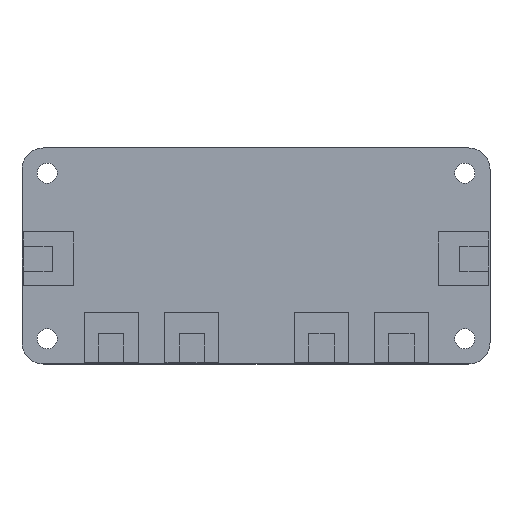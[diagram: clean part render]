
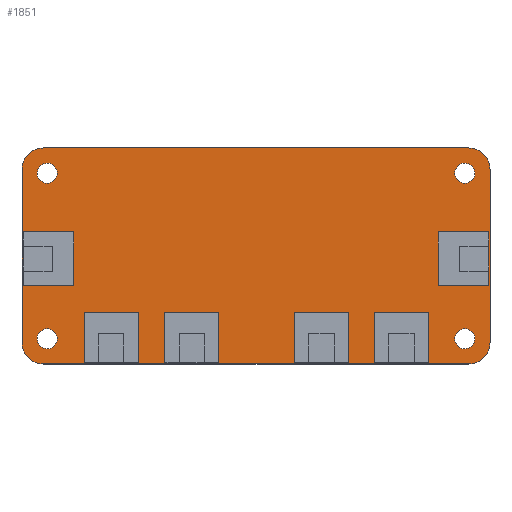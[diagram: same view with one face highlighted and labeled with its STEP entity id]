
A CAD part, top view. The second image highlights one B-rep face of the part: STEP entity #1851.
In plain terms, the highlighted planar face has unit normal (0, 0, 1).
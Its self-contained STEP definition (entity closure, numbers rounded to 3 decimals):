
#27=FACE_BOUND('',#181,.T.);
#28=FACE_BOUND('',#182,.T.);
#29=FACE_BOUND('',#183,.T.);
#30=FACE_BOUND('',#184,.T.);
#36=CIRCLE('',#1963,1.4);
#38=CIRCLE('',#1966,1.4);
#40=CIRCLE('',#1969,1.4);
#42=CIRCLE('',#1972,1.4);
#45=CIRCLE('',#1977,3.);
#47=CIRCLE('',#1981,3.);
#49=CIRCLE('',#1985,3.);
#51=CIRCLE('',#1989,3.);
#77=FACE_OUTER_BOUND('',#180,.T.);
#180=EDGE_LOOP('',(#1279,#1280,#1281,#1282,#1283,#1284,#1285,#1286));
#181=EDGE_LOOP('',(#1287));
#182=EDGE_LOOP('',(#1288));
#183=EDGE_LOOP('',(#1289));
#184=EDGE_LOOP('',(#1290));
#293=LINE('',#2621,#541);
#297=LINE('',#2633,#545);
#301=LINE('',#2645,#549);
#305=LINE('',#2657,#553);
#541=VECTOR('',#2132,10.);
#545=VECTOR('',#2144,10.);
#549=VECTOR('',#2156,10.);
#553=VECTOR('',#2168,10.);
#779=VERTEX_POINT('',#2591);
#781=VERTEX_POINT('',#2597);
#783=VERTEX_POINT('',#2603);
#785=VERTEX_POINT('',#2609);
#789=VERTEX_POINT('',#2618);
#790=VERTEX_POINT('',#2620);
#792=VERTEX_POINT('',#2626);
#794=VERTEX_POINT('',#2632);
#796=VERTEX_POINT('',#2638);
#798=VERTEX_POINT('',#2644);
#800=VERTEX_POINT('',#2650);
#802=VERTEX_POINT('',#2656);
#959=EDGE_CURVE('',#779,#779,#36,.T.);
#962=EDGE_CURVE('',#781,#781,#38,.T.);
#965=EDGE_CURVE('',#783,#783,#40,.T.);
#968=EDGE_CURVE('',#785,#785,#42,.T.);
#973=EDGE_CURVE('',#790,#789,#293,.T.);
#976=EDGE_CURVE('',#792,#790,#45,.T.);
#979=EDGE_CURVE('',#794,#792,#297,.T.);
#982=EDGE_CURVE('',#796,#794,#47,.T.);
#985=EDGE_CURVE('',#798,#796,#301,.T.);
#988=EDGE_CURVE('',#800,#798,#49,.T.);
#991=EDGE_CURVE('',#802,#800,#305,.T.);
#994=EDGE_CURVE('',#789,#802,#51,.T.);
#1279=ORIENTED_EDGE('',*,*,#994,.T.);
#1280=ORIENTED_EDGE('',*,*,#991,.T.);
#1281=ORIENTED_EDGE('',*,*,#988,.T.);
#1282=ORIENTED_EDGE('',*,*,#985,.T.);
#1283=ORIENTED_EDGE('',*,*,#982,.T.);
#1284=ORIENTED_EDGE('',*,*,#979,.T.);
#1285=ORIENTED_EDGE('',*,*,#976,.T.);
#1286=ORIENTED_EDGE('',*,*,#973,.T.);
#1287=ORIENTED_EDGE('',*,*,#968,.T.);
#1288=ORIENTED_EDGE('',*,*,#965,.T.);
#1289=ORIENTED_EDGE('',*,*,#962,.T.);
#1290=ORIENTED_EDGE('',*,*,#959,.T.);
#1748=PLANE('',#1990);
#1851=ADVANCED_FACE('',(#77,#27,#28,#29,#30),#1748,.T.);
#1963=AXIS2_PLACEMENT_3D('',#2592,#2102,#2103);
#1966=AXIS2_PLACEMENT_3D('',#2598,#2109,#2110);
#1969=AXIS2_PLACEMENT_3D('',#2604,#2116,#2117);
#1972=AXIS2_PLACEMENT_3D('',#2610,#2123,#2124);
#1977=AXIS2_PLACEMENT_3D('',#2627,#2138,#2139);
#1981=AXIS2_PLACEMENT_3D('',#2639,#2150,#2151);
#1985=AXIS2_PLACEMENT_3D('',#2651,#2162,#2163);
#1989=AXIS2_PLACEMENT_3D('',#2661,#2174,#2175);
#1990=AXIS2_PLACEMENT_3D('',#2662,#2176,#2177);
#2102=DIRECTION('center_axis',(0.,0.,-1.));
#2103=DIRECTION('ref_axis',(1.,0.,0.));
#2109=DIRECTION('center_axis',(0.,0.,-1.));
#2110=DIRECTION('ref_axis',(1.,0.,0.));
#2116=DIRECTION('center_axis',(0.,0.,-1.));
#2117=DIRECTION('ref_axis',(1.,0.,0.));
#2123=DIRECTION('center_axis',(0.,0.,-1.));
#2124=DIRECTION('ref_axis',(1.,0.,0.));
#2132=DIRECTION('',(1.,0.,0.));
#2138=DIRECTION('center_axis',(0.,0.,1.));
#2139=DIRECTION('ref_axis',(-1.,0.,0.));
#2144=DIRECTION('',(0.,-1.,0.));
#2150=DIRECTION('center_axis',(0.,0.,1.));
#2151=DIRECTION('ref_axis',(0.,1.,0.));
#2156=DIRECTION('',(-1.,0.,0.));
#2162=DIRECTION('center_axis',(0.,0.,1.));
#2163=DIRECTION('ref_axis',(1.,0.,0.));
#2168=DIRECTION('',(0.,1.,0.));
#2174=DIRECTION('center_axis',(0.,0.,1.));
#2175=DIRECTION('ref_axis',(0.,-1.,0.));
#2176=DIRECTION('center_axis',(0.,0.,1.));
#2177=DIRECTION('ref_axis',(1.,0.,0.));
#2591=CARTESIAN_POINT('',(2.1,26.5,1.6));
#2592=CARTESIAN_POINT('Origin',(3.5,26.5,1.6));
#2597=CARTESIAN_POINT('',(60.1,3.5,1.6));
#2598=CARTESIAN_POINT('Origin',(61.5,3.5,1.6));
#2603=CARTESIAN_POINT('',(60.1,26.5,1.6));
#2604=CARTESIAN_POINT('Origin',(61.5,26.5,1.6));
#2609=CARTESIAN_POINT('',(2.1,3.5,1.6));
#2610=CARTESIAN_POINT('Origin',(3.5,3.5,1.6));
#2618=CARTESIAN_POINT('',(62.,0.,1.6));
#2620=CARTESIAN_POINT('',(3.,0.,1.6));
#2621=CARTESIAN_POINT('',(3.,0.,1.6));
#2626=CARTESIAN_POINT('',(0.,3.,1.6));
#2627=CARTESIAN_POINT('Origin',(3.,3.,1.6));
#2632=CARTESIAN_POINT('',(0.,27.,1.6));
#2633=CARTESIAN_POINT('',(0.,27.,1.6));
#2638=CARTESIAN_POINT('',(3.,30.,1.6));
#2639=CARTESIAN_POINT('Origin',(3.,27.,1.6));
#2644=CARTESIAN_POINT('',(62.,30.,1.6));
#2645=CARTESIAN_POINT('',(62.,30.,1.6));
#2650=CARTESIAN_POINT('',(65.,27.,1.6));
#2651=CARTESIAN_POINT('Origin',(62.,27.,1.6));
#2656=CARTESIAN_POINT('',(65.,3.,1.6));
#2657=CARTESIAN_POINT('',(65.,3.,1.6));
#2661=CARTESIAN_POINT('Origin',(62.,3.,1.6));
#2662=CARTESIAN_POINT('Origin',(32.5,15.,1.6));
